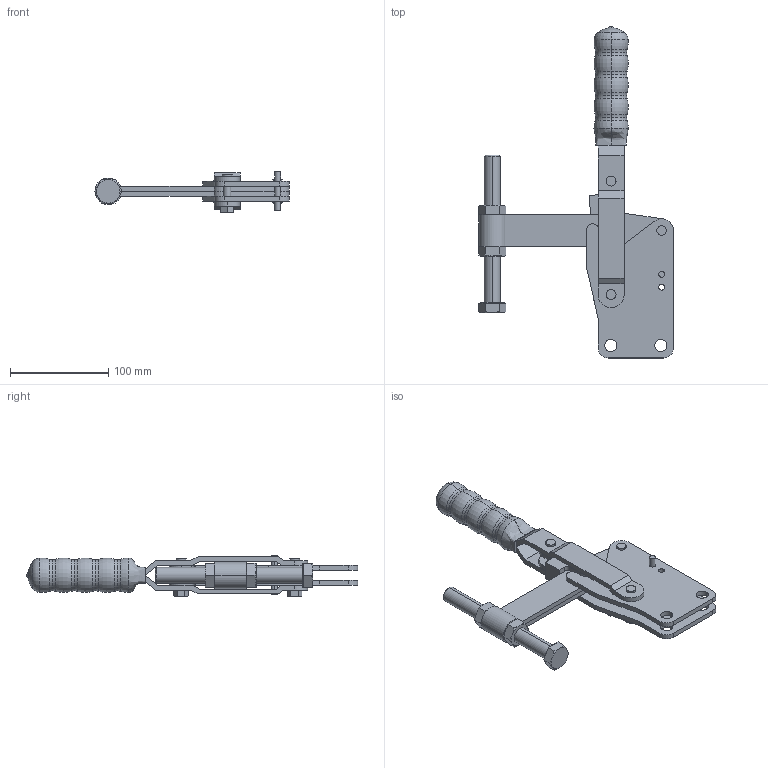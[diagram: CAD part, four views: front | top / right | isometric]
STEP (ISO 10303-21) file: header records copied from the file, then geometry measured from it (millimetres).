
FILE_DESCRIPTION (( 'STEP AP214' ), '1' );
FILE_NAME ('GH-15501-C(Â²¤Æ)-1.STEP', '2020-03-26T02:27:12', ( 'LinWei' ), ( '' ), 'SwSTEP 2.0', 'SolidWorks 2016', '' );
FILE_SCHEMA (( 'AUTOMOTIVE_DESIGN' ));
Length unit declared in the file: millimetre
Products named in the file (6): Group2^GH-15501-C(簡化)-1; Group1^GH-15501-C(簡化)-1; Group6^GH-15501-C(簡化)-1; Group4^GH-15501-C(簡化)-1; Group3^GH-15501-C(簡化)-1; GH-15501-C(簡化)-1
Assembly tree (5 placements, depth 2):
  GH-15501-C(簡化)-1
    Group3^GH-15501-C(簡化)-1
    Group4^GH-15501-C(簡化)-1
    Group6^GH-15501-C(簡化)-1
    Group1^GH-15501-C(簡化)-1
    Group2^GH-15501-C(簡化)-1
Bounding box: 197.86 x 337.19 x 41.44 mm (x, y, z)
Volume: 374168.6 mm3; surface area: 124138.9 mm2
Topology: 5 solids, 5 shells, 332 faces, 802 edges, 497 vertices
Faces by surface type: plane 124, cylinder 98, cone 72, torus 32, sphere 4, bspline 2
Entity records: 12484 total; most frequent: CARTESIAN_POINT 3185, DIRECTION 1707, ORIENTED_EDGE 1604, EDGE_CURVE 802, AXIS2_PLACEMENT_3D 683, VERTEX_POINT 497, EDGE_LOOP 383, CIRCLE 345
